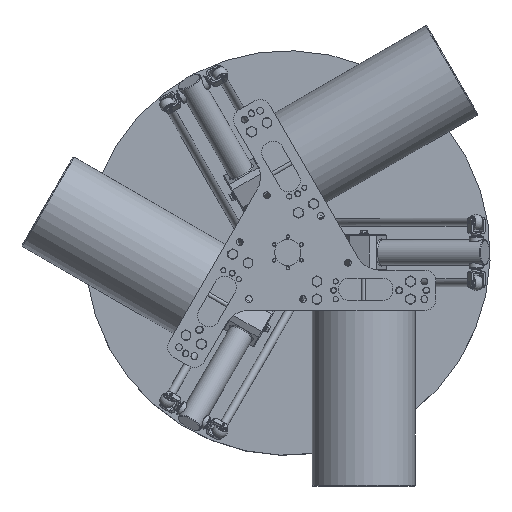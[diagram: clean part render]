
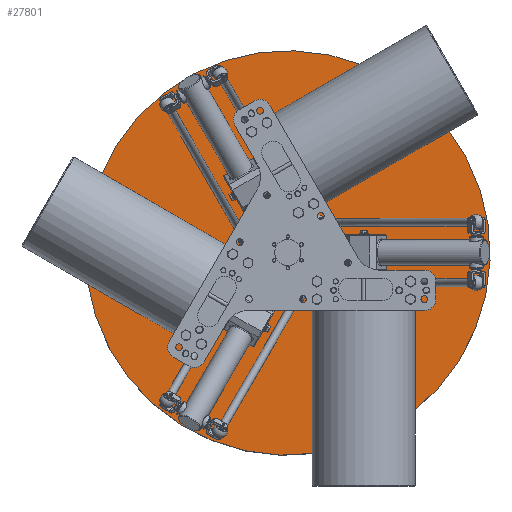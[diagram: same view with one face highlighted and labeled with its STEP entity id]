
A CAD part, top view. The second image highlights one B-rep face of the part: STEP entity #27801.
In plain terms, the highlighted face is planar.
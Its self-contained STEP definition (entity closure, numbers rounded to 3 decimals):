
#7168=PLANE('',#29700);
#8089=FACE_OUTER_BOUND('',#9832,.T.);
#9832=EDGE_LOOP('',(#19982));
#12110=CIRCLE('',#29701,400.);
#13406=VERTEX_POINT('',#40792);
#16074=EDGE_CURVE('',#13406,#13406,#12110,.T.);
#19982=ORIENTED_EDGE('',*,*,#16074,.F.);
#27801=ADVANCED_FACE('',(#8089),#7168,.T.);
#29700=AXIS2_PLACEMENT_3D('',#40791,#32742,#32743);
#29701=AXIS2_PLACEMENT_3D('',#40793,#32744,#32745);
#32742=DIRECTION('center_axis',(0.,0.,-1.));
#32743=DIRECTION('ref_axis',(-1.,0.,0.));
#32744=DIRECTION('center_axis',(0.,0.,1.));
#32745=DIRECTION('ref_axis',(0.,-1.,0.));
#40791=CARTESIAN_POINT('Origin',(0.,-200.,0.));
#40792=CARTESIAN_POINT('',(0.,-400.,0.));
#40793=CARTESIAN_POINT('Origin',(0.,0.,0.));
